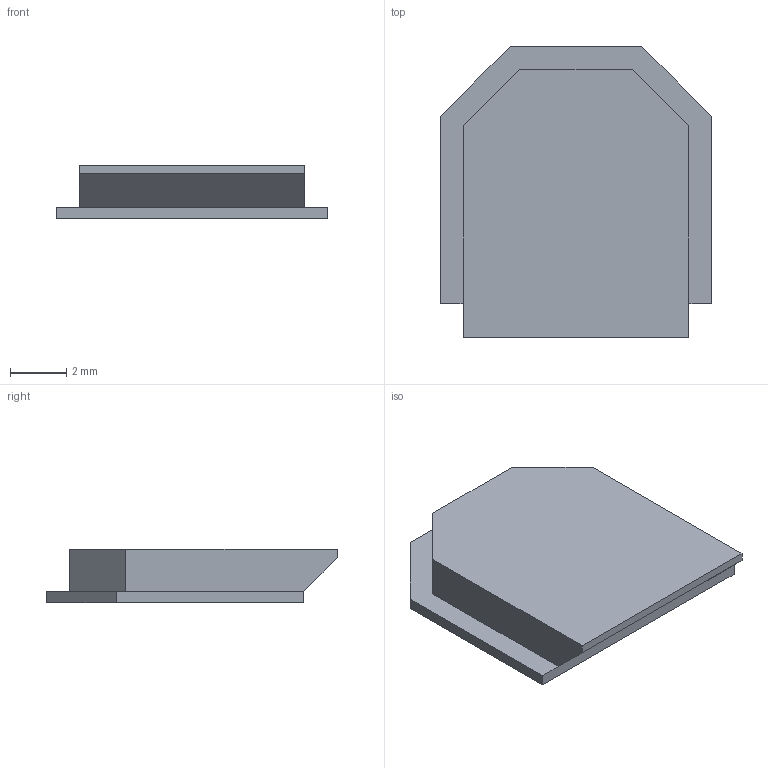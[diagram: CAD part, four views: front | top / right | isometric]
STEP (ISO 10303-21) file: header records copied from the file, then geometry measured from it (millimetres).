
FILE_DESCRIPTION (( 'STEP AP214' ), '1' );
FILE_NAME ('cutout_plug_v2.STEP', '2024-04-24T22:10:53', ( '' ), ( '' ), 'SwSTEP 2.0', 'SolidWorks 2020', '' );
FILE_SCHEMA (( 'AUTOMOTIVE_DESIGN' ));
Length unit declared in the file: millimetre
Products named in the file (1): cutout_plug_v2
Bounding box: 9.6 x 10.3 x 1.9 mm (x, y, z)
Volume: 134.7 mm3; surface area: 237.5 mm2
Topology: 1 solids, 1 shells, 16 faces, 40 edges, 26 vertices
Faces by surface type: plane 16
Entity records: 502 total; most frequent: CARTESIAN_POINT 83, ORIENTED_EDGE 80, DIRECTION 74, EDGE_CURVE 40, VECTOR 40, LINE 40, VERTEX_POINT 26, AXIS2_PLACEMENT_3D 17
